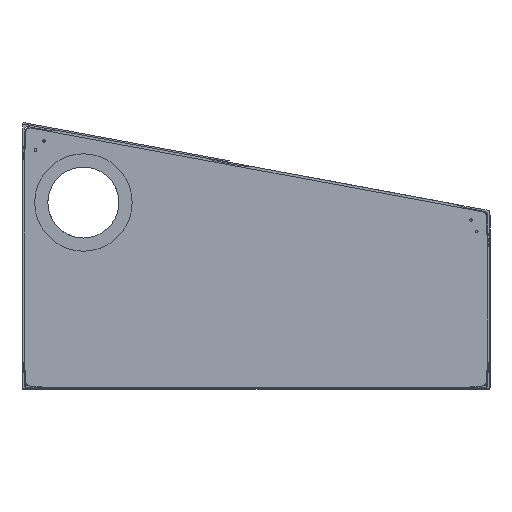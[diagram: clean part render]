
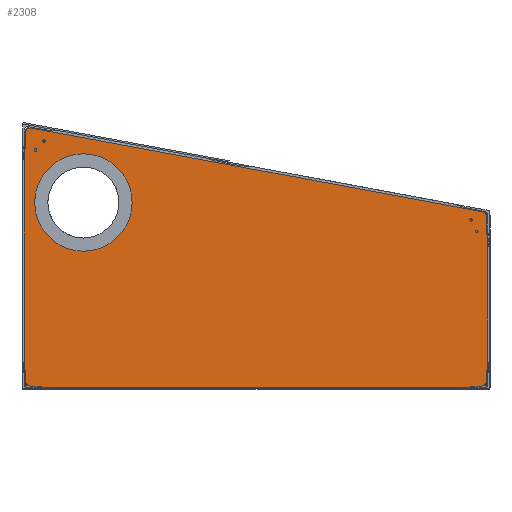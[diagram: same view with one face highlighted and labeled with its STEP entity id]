
A CAD part, left-side view. The second image highlights one B-rep face of the part: STEP entity #2308.
In plain terms, the highlighted planar face has unit normal (-1, 0, 0).
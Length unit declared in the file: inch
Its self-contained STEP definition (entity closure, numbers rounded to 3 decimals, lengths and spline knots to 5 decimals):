
#1588=CARTESIAN_POINT('Line Origine',(600.,-49.913,109.98)) ;
#1592=CARTESIAN_POINT('Vertex',(600.,-49.913,114.96)) ;
#1594=CARTESIAN_POINT('Vertex',(600.,-49.913,105.)) ;
#1628=CARTESIAN_POINT('Axis2P3D Location',(600.,-50.093,104.78552)) ;
#1632=CARTESIAN_POINT('Vertex',(600.,-49.813,104.78552)) ;
#1665=CARTESIAN_POINT('Vertex',(600.,-49.813,104.15)) ;
#1673=CARTESIAN_POINT('Line Origine',(600.,-49.813,104.46776)) ;
#1690=CARTESIAN_POINT('Axis2P3D Location',(600.,-49.413,104.15)) ;
#1694=CARTESIAN_POINT('Vertex',(600.,-49.413,103.75)) ;
#1721=CARTESIAN_POINT('Line Origine',(600.,-49.09524,103.75)) ;
#1725=CARTESIAN_POINT('Vertex',(600.,-48.77748,103.75)) ;
#1752=CARTESIAN_POINT('Axis2P3D Location',(600.,-48.77748,103.47)) ;
#1756=CARTESIAN_POINT('Vertex',(600.,-48.563,103.65)) ;
#1783=CARTESIAN_POINT('Line Origine',(600.,-32.5315,103.65)) ;
#1787=CARTESIAN_POINT('Vertex',(600.,-16.5,103.65)) ;
#1814=CARTESIAN_POINT('Axis2P3D Location',(600.,-16.28552,103.47)) ;
#1818=CARTESIAN_POINT('Vertex',(600.,-16.28552,103.75)) ;
#1846=CARTESIAN_POINT('Vertex',(600.,-15.65,103.75)) ;
#1854=CARTESIAN_POINT('Line Origine',(600.,-15.96776,103.75)) ;
#1871=CARTESIAN_POINT('Axis2P3D Location',(600.,-15.65,104.15)) ;
#1875=CARTESIAN_POINT('Vertex',(600.,-15.25,104.15)) ;
#1902=CARTESIAN_POINT('Line Origine',(600.,-15.25,104.46776)) ;
#1906=CARTESIAN_POINT('Vertex',(600.,-15.25,104.78552)) ;
#1933=CARTESIAN_POINT('Axis2P3D Location',(600.,-14.97,104.78552)) ;
#1937=CARTESIAN_POINT('Vertex',(600.,-15.15,105.)) ;
#1964=CARTESIAN_POINT('Line Origine',(600.,-15.15,113.225)) ;
#1968=CARTESIAN_POINT('Vertex',(600.,-15.15,121.45)) ;
#1995=CARTESIAN_POINT('Axis2P3D Location',(600.,-14.97,121.66448)) ;
#1999=CARTESIAN_POINT('Vertex',(600.,-15.25,121.66448)) ;
#2028=CARTESIAN_POINT('Line Origine',(600.,-15.25,122.17352)) ;
#2032=CARTESIAN_POINT('Vertex',(600.,-15.25,122.68257)) ;
#2052=CARTESIAN_POINT('Axis2P3D Location',(600.,-15.65,122.68257)) ;
#2056=CARTESIAN_POINT('Vertex',(600.,-15.72304,123.07585)) ;
#2090=CARTESIAN_POINT('Line Origine',(600.,-32.60454,119.94071)) ;
#2094=CARTESIAN_POINT('Vertex',(600.,-49.48604,116.80558)) ;
#2114=CARTESIAN_POINT('Axis2P3D Location',(600.,-49.413,116.4123)) ;
#2118=CARTESIAN_POINT('Vertex',(600.,-49.813,116.4123)) ;
#2140=CARTESIAN_POINT('Line Origine',(600.,-49.813,115.79339)) ;
#2144=CARTESIAN_POINT('Vertex',(600.,-49.813,115.17448)) ;
#2171=CARTESIAN_POINT('Axis2P3D Location',(600.,-50.093,115.17448)) ;
#2199=CARTESIAN_POINT('Vertex',(600.,-22.475,117.5)) ;
#2213=CARTESIAN_POINT('Vertex',(600.,-16.725,117.5)) ;
#2216=CARTESIAN_POINT('Axis2P3D Location',(600.,-19.6,117.5)) ;
#2233=CARTESIAN_POINT('Axis2P3D Location',(600.,-19.6,117.5)) ;
#2277=CARTESIAN_POINT('Axis2P3D Location',(600.,0.,0.)) ;
#1589=DIRECTION('Vector Direction',(0.,0.,-1.)) ;
#1629=DIRECTION('Axis2P3D Direction',(1.,0.,0.)) ;
#1674=DIRECTION('Vector Direction',(0.,0.,-1.)) ;
#1691=DIRECTION('Axis2P3D Direction',(-1.,0.,0.)) ;
#1722=DIRECTION('Vector Direction',(0.,1.,0.)) ;
#1753=DIRECTION('Axis2P3D Direction',(1.,0.,0.)) ;
#1784=DIRECTION('Vector Direction',(0.,1.,0.)) ;
#1815=DIRECTION('Axis2P3D Direction',(1.,0.,0.)) ;
#1855=DIRECTION('Vector Direction',(0.,-1.,0.)) ;
#1872=DIRECTION('Axis2P3D Direction',(-1.,0.,0.)) ;
#1903=DIRECTION('Vector Direction',(0.,0.,-1.)) ;
#1934=DIRECTION('Axis2P3D Direction',(1.,0.,0.)) ;
#1965=DIRECTION('Vector Direction',(0.,0.,1.)) ;
#1996=DIRECTION('Axis2P3D Direction',(1.,0.,0.)) ;
#2029=DIRECTION('Vector Direction',(0.,0.,-1.)) ;
#2053=DIRECTION('Axis2P3D Direction',(-1.,0.,0.)) ;
#2091=DIRECTION('Vector Direction',(0.,0.983,0.183)) ;
#2115=DIRECTION('Axis2P3D Direction',(-1.,0.,0.)) ;
#2141=DIRECTION('Vector Direction',(0.,0.,1.)) ;
#2172=DIRECTION('Axis2P3D Direction',(1.,0.,0.)) ;
#2217=DIRECTION('Axis2P3D Direction',(1.,0.,0.)) ;
#2234=DIRECTION('Axis2P3D Direction',(1.,0.,0.)) ;
#2278=DIRECTION('Axis2P3D Direction',(1.,0.,0.)) ;
#2279=DIRECTION('Axis2P3D XDirection',(0.,1.,0.)) ;
#1630=AXIS2_PLACEMENT_3D('Circle Axis2P3D',#1628,#1629,$) ;
#1692=AXIS2_PLACEMENT_3D('Circle Axis2P3D',#1690,#1691,$) ;
#1754=AXIS2_PLACEMENT_3D('Circle Axis2P3D',#1752,#1753,$) ;
#1816=AXIS2_PLACEMENT_3D('Circle Axis2P3D',#1814,#1815,$) ;
#1873=AXIS2_PLACEMENT_3D('Circle Axis2P3D',#1871,#1872,$) ;
#1935=AXIS2_PLACEMENT_3D('Circle Axis2P3D',#1933,#1934,$) ;
#1997=AXIS2_PLACEMENT_3D('Circle Axis2P3D',#1995,#1996,$) ;
#2054=AXIS2_PLACEMENT_3D('Circle Axis2P3D',#2052,#2053,$) ;
#2116=AXIS2_PLACEMENT_3D('Circle Axis2P3D',#2114,#2115,$) ;
#2173=AXIS2_PLACEMENT_3D('Circle Axis2P3D',#2171,#2172,$) ;
#2218=AXIS2_PLACEMENT_3D('Circle Axis2P3D',#2216,#2217,$) ;
#2235=AXIS2_PLACEMENT_3D('Circle Axis2P3D',#2233,#2234,$) ;
#2280=AXIS2_PLACEMENT_3D('Plane Axis2P3D',#2277,#2278,#2279) ;
#2283=ORIENTED_EDGE('',*,*,#2120,.F.) ;
#2284=ORIENTED_EDGE('',*,*,#2096,.F.) ;
#2285=ORIENTED_EDGE('',*,*,#2058,.F.) ;
#2286=ORIENTED_EDGE('',*,*,#2034,.F.) ;
#2287=ORIENTED_EDGE('',*,*,#2001,.F.) ;
#2288=ORIENTED_EDGE('',*,*,#1970,.F.) ;
#2289=ORIENTED_EDGE('',*,*,#1939,.F.) ;
#2290=ORIENTED_EDGE('',*,*,#1908,.F.) ;
#2291=ORIENTED_EDGE('',*,*,#1877,.F.) ;
#2292=ORIENTED_EDGE('',*,*,#1858,.F.) ;
#2293=ORIENTED_EDGE('',*,*,#1820,.F.) ;
#2294=ORIENTED_EDGE('',*,*,#1789,.F.) ;
#2295=ORIENTED_EDGE('',*,*,#1758,.F.) ;
#2296=ORIENTED_EDGE('',*,*,#1727,.F.) ;
#2297=ORIENTED_EDGE('',*,*,#1696,.F.) ;
#2298=ORIENTED_EDGE('',*,*,#1677,.F.) ;
#2299=ORIENTED_EDGE('',*,*,#1634,.F.) ;
#2300=ORIENTED_EDGE('',*,*,#1596,.F.) ;
#2301=ORIENTED_EDGE('',*,*,#2175,.F.) ;
#2302=ORIENTED_EDGE('',*,*,#2146,.F.) ;
#2305=ORIENTED_EDGE('',*,*,#2237,.T.) ;
#2306=ORIENTED_EDGE('',*,*,#2220,.T.) ;
#2307=FACE_BOUND('',#2304,.T.) ;
#1590=VECTOR('Line Direction',#1589,0.03937) ;
#1675=VECTOR('Line Direction',#1674,0.03937) ;
#1723=VECTOR('Line Direction',#1722,0.03937) ;
#1785=VECTOR('Line Direction',#1784,0.03937) ;
#1856=VECTOR('Line Direction',#1855,0.03937) ;
#1904=VECTOR('Line Direction',#1903,0.03937) ;
#1966=VECTOR('Line Direction',#1965,0.03937) ;
#2030=VECTOR('Line Direction',#2029,0.03937) ;
#2092=VECTOR('Line Direction',#2091,0.03937) ;
#2142=VECTOR('Line Direction',#2141,0.03937) ;
#2308=ADVANCED_FACE('PartBody',(#2303,#2307),#2281,.F.) ;
#1631=CIRCLE('generated circle',#1630,0.28) ;
#1693=CIRCLE('generated circle',#1692,0.4) ;
#1755=CIRCLE('generated circle',#1754,0.28) ;
#1817=CIRCLE('generated circle',#1816,0.28) ;
#1874=CIRCLE('generated circle',#1873,0.4) ;
#1936=CIRCLE('generated circle',#1935,0.28) ;
#1998=CIRCLE('generated circle',#1997,0.28) ;
#2055=CIRCLE('generated circle',#2054,0.4) ;
#2117=CIRCLE('generated circle',#2116,0.4) ;
#2174=CIRCLE('generated circle',#2173,0.28) ;
#2219=CIRCLE('generated circle',#2218,2.875) ;
#2236=CIRCLE('generated circle',#2235,2.875) ;
#1596=EDGE_CURVE('',#1593,#1595,#1591,.T.) ;
#1634=EDGE_CURVE('',#1595,#1633,#1631,.F.) ;
#1677=EDGE_CURVE('',#1633,#1666,#1676,.T.) ;
#1696=EDGE_CURVE('',#1666,#1695,#1693,.F.) ;
#1727=EDGE_CURVE('',#1695,#1726,#1724,.T.) ;
#1758=EDGE_CURVE('',#1726,#1757,#1755,.F.) ;
#1789=EDGE_CURVE('',#1757,#1788,#1786,.T.) ;
#1820=EDGE_CURVE('',#1788,#1819,#1817,.F.) ;
#1858=EDGE_CURVE('',#1819,#1847,#1857,.F.) ;
#1877=EDGE_CURVE('',#1847,#1876,#1874,.F.) ;
#1908=EDGE_CURVE('',#1876,#1907,#1905,.F.) ;
#1939=EDGE_CURVE('',#1907,#1938,#1936,.F.) ;
#1970=EDGE_CURVE('',#1938,#1969,#1967,.T.) ;
#2001=EDGE_CURVE('',#1969,#2000,#1998,.F.) ;
#2034=EDGE_CURVE('',#2000,#2033,#2031,.F.) ;
#2058=EDGE_CURVE('',#2033,#2057,#2055,.F.) ;
#2096=EDGE_CURVE('',#2057,#2095,#2093,.F.) ;
#2120=EDGE_CURVE('',#2095,#2119,#2117,.F.) ;
#2146=EDGE_CURVE('',#2119,#2145,#2143,.F.) ;
#2175=EDGE_CURVE('',#2145,#1593,#2174,.F.) ;
#2220=EDGE_CURVE('',#2200,#2214,#2219,.T.) ;
#2237=EDGE_CURVE('',#2214,#2200,#2236,.T.) ;
#2282=EDGE_LOOP('',(#2283,#2284,#2285,#2286,#2287,#2288,#2289,#2290,#2291,#2292,#2293,#2294,#2295,#2296,#2297,#2298,#2299,#2300,#2301,#2302)) ;
#2304=EDGE_LOOP('',(#2305,#2306)) ;
#2303=FACE_OUTER_BOUND('',#2282,.T.) ;
#1591=LINE('Line',#1588,#1590) ;
#1676=LINE('Line',#1673,#1675) ;
#1724=LINE('Line',#1721,#1723) ;
#1786=LINE('Line',#1783,#1785) ;
#1857=LINE('Line',#1854,#1856) ;
#1905=LINE('Line',#1902,#1904) ;
#1967=LINE('Line',#1964,#1966) ;
#2031=LINE('Line',#2028,#2030) ;
#2093=LINE('Line',#2090,#2092) ;
#2143=LINE('Line',#2140,#2142) ;
#2281=PLANE('',#2280) ;
#1593=VERTEX_POINT('',#1592) ;
#1595=VERTEX_POINT('',#1594) ;
#1633=VERTEX_POINT('',#1632) ;
#1666=VERTEX_POINT('',#1665) ;
#1695=VERTEX_POINT('',#1694) ;
#1726=VERTEX_POINT('',#1725) ;
#1757=VERTEX_POINT('',#1756) ;
#1788=VERTEX_POINT('',#1787) ;
#1819=VERTEX_POINT('',#1818) ;
#1847=VERTEX_POINT('',#1846) ;
#1876=VERTEX_POINT('',#1875) ;
#1907=VERTEX_POINT('',#1906) ;
#1938=VERTEX_POINT('',#1937) ;
#1969=VERTEX_POINT('',#1968) ;
#2000=VERTEX_POINT('',#1999) ;
#2033=VERTEX_POINT('',#2032) ;
#2057=VERTEX_POINT('',#2056) ;
#2095=VERTEX_POINT('',#2094) ;
#2119=VERTEX_POINT('',#2118) ;
#2145=VERTEX_POINT('',#2144) ;
#2200=VERTEX_POINT('',#2199) ;
#2214=VERTEX_POINT('',#2213) ;
